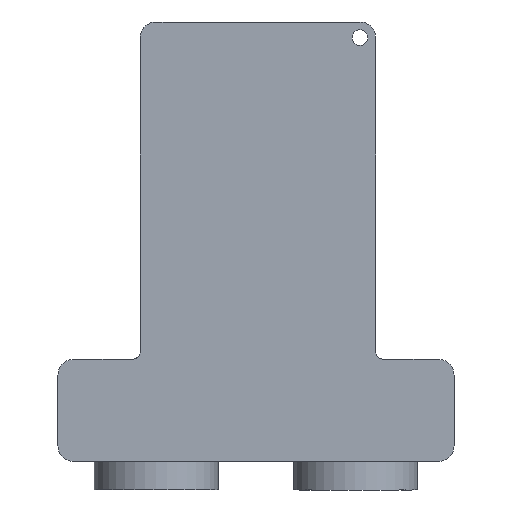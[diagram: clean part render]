
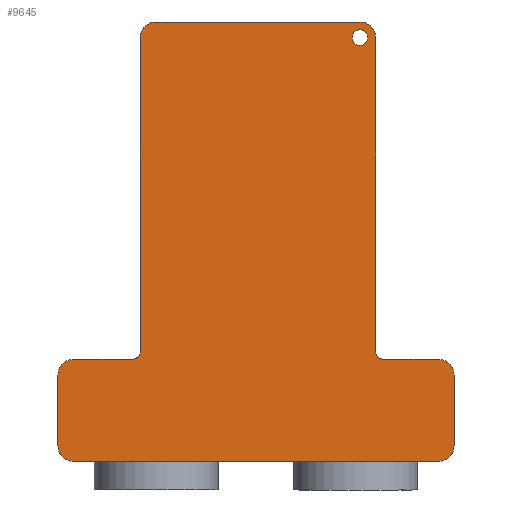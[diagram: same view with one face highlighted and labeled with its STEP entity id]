
A CAD part, front view. The second image highlights one B-rep face of the part: STEP entity #9645.
In plain terms, the highlighted planar face has unit normal (0, -1, 0).
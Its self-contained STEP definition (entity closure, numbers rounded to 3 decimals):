
#368=FACE_BOUND('',#1696,.T.);
#625=CIRCLE('',#10598,2.);
#634=CIRCLE('',#10617,2.);
#635=CIRCLE('',#10619,1.);
#636=CIRCLE('',#10620,2.);
#637=CIRCLE('',#10621,2.);
#638=CIRCLE('',#10622,2.);
#639=CIRCLE('',#10623,2.);
#640=CIRCLE('',#10624,1.);
#641=CIRCLE('',#10625,1.);
#1037=FACE_OUTER_BOUND('',#1695,.T.);
#1695=EDGE_LOOP('',(#7783,#7784,#7785,#7786,#7787,#7788,#7789,#7790,#7791,
#7792,#7793,#7794,#7795,#7796,#7797,#7798));
#1696=EDGE_LOOP('',(#7799));
#2458=LINE('',#15675,#3475);
#2464=LINE('',#15691,#3481);
#2532=LINE('',#15847,#3549);
#2533=LINE('',#15851,#3550);
#2534=LINE('',#15855,#3551);
#2535=LINE('',#15859,#3552);
#2536=LINE('',#15863,#3553);
#2537=LINE('',#15867,#3554);
#3475=VECTOR('',#12584,10.);
#3481=VECTOR('',#12598,10.);
#3549=VECTOR('',#12710,10.);
#3550=VECTOR('',#12713,10.);
#3551=VECTOR('',#12716,10.);
#3552=VECTOR('',#12719,10.);
#3553=VECTOR('',#12722,10.);
#3554=VECTOR('',#12725,10.);
#4471=VERTEX_POINT('',#15672);
#4472=VERTEX_POINT('',#15674);
#4477=VERTEX_POINT('',#15688);
#4478=VERTEX_POINT('',#15690);
#4543=VERTEX_POINT('',#15842);
#4544=VERTEX_POINT('',#15846);
#4545=VERTEX_POINT('',#15848);
#4546=VERTEX_POINT('',#15850);
#4547=VERTEX_POINT('',#15852);
#4548=VERTEX_POINT('',#15854);
#4549=VERTEX_POINT('',#15856);
#4550=VERTEX_POINT('',#15858);
#4551=VERTEX_POINT('',#15860);
#4552=VERTEX_POINT('',#15862);
#4553=VERTEX_POINT('',#15864);
#4554=VERTEX_POINT('',#15866);
#4555=VERTEX_POINT('',#15869);
#5599=EDGE_CURVE('',#4472,#4471,#2458,.T.);
#5607=EDGE_CURVE('',#4478,#4477,#2464,.T.);
#5609=EDGE_CURVE('',#4478,#4471,#625,.T.);
#5683=EDGE_CURVE('',#4543,#4477,#634,.T.);
#5685=EDGE_CURVE('',#4544,#4543,#2532,.T.);
#5686=EDGE_CURVE('',#4545,#4544,#635,.T.);
#5687=EDGE_CURVE('',#4546,#4545,#2533,.T.);
#5688=EDGE_CURVE('',#4547,#4546,#636,.T.);
#5689=EDGE_CURVE('',#4547,#4548,#2534,.T.);
#5690=EDGE_CURVE('',#4549,#4548,#637,.T.);
#5691=EDGE_CURVE('',#4550,#4549,#2535,.T.);
#5692=EDGE_CURVE('',#4551,#4550,#638,.T.);
#5693=EDGE_CURVE('',#4551,#4552,#2536,.T.);
#5694=EDGE_CURVE('',#4553,#4552,#639,.T.);
#5695=EDGE_CURVE('',#4553,#4554,#2537,.T.);
#5696=EDGE_CURVE('',#4472,#4554,#640,.T.);
#5697=EDGE_CURVE('',#4555,#4555,#641,.T.);
#7783=ORIENTED_EDGE('',*,*,#5683,.F.);
#7784=ORIENTED_EDGE('',*,*,#5685,.F.);
#7785=ORIENTED_EDGE('',*,*,#5686,.F.);
#7786=ORIENTED_EDGE('',*,*,#5687,.F.);
#7787=ORIENTED_EDGE('',*,*,#5688,.F.);
#7788=ORIENTED_EDGE('',*,*,#5689,.T.);
#7789=ORIENTED_EDGE('',*,*,#5690,.F.);
#7790=ORIENTED_EDGE('',*,*,#5691,.F.);
#7791=ORIENTED_EDGE('',*,*,#5692,.F.);
#7792=ORIENTED_EDGE('',*,*,#5693,.T.);
#7793=ORIENTED_EDGE('',*,*,#5694,.F.);
#7794=ORIENTED_EDGE('',*,*,#5695,.T.);
#7795=ORIENTED_EDGE('',*,*,#5696,.F.);
#7796=ORIENTED_EDGE('',*,*,#5599,.T.);
#7797=ORIENTED_EDGE('',*,*,#5609,.F.);
#7798=ORIENTED_EDGE('',*,*,#5607,.T.);
#7799=ORIENTED_EDGE('',*,*,#5697,.T.);
#8999=PLANE('',#10618);
#9645=ADVANCED_FACE('',(#1037,#368),#8999,.F.);
#10598=AXIS2_PLACEMENT_3D('',#15694,#12602,#12603);
#10617=AXIS2_PLACEMENT_3D('',#15843,#12705,#12706);
#10618=AXIS2_PLACEMENT_3D('',#15845,#12708,#12709);
#10619=AXIS2_PLACEMENT_3D('',#15849,#12711,#12712);
#10620=AXIS2_PLACEMENT_3D('',#15853,#12714,#12715);
#10621=AXIS2_PLACEMENT_3D('',#15857,#12717,#12718);
#10622=AXIS2_PLACEMENT_3D('',#15861,#12720,#12721);
#10623=AXIS2_PLACEMENT_3D('',#15865,#12723,#12724);
#10624=AXIS2_PLACEMENT_3D('',#15868,#12726,#12727);
#10625=AXIS2_PLACEMENT_3D('',#15870,#12728,#12729);
#12584=DIRECTION('',(0.,0.,1.));
#12598=DIRECTION('',(-1.,0.,0.));
#12602=DIRECTION('center_axis',(0.,1.,0.));
#12603=DIRECTION('ref_axis',(0.707,0.,0.707));
#12705=DIRECTION('center_axis',(0.,1.,0.));
#12706=DIRECTION('ref_axis',(-0.707,0.,0.707));
#12708=DIRECTION('center_axis',(0.,1.,0.));
#12709=DIRECTION('ref_axis',(0.,0.,1.));
#12710=DIRECTION('',(0.,0.,1.));
#12711=DIRECTION('center_axis',(0.,-1.,0.));
#12712=DIRECTION('ref_axis',(0.707,0.,-0.707));
#12713=DIRECTION('',(1.,0.,0.));
#12714=DIRECTION('center_axis',(0.,1.,0.));
#12715=DIRECTION('ref_axis',(-0.707,0.,0.707));
#12716=DIRECTION('',(0.,0.,-1.));
#12717=DIRECTION('center_axis',(0.,1.,0.));
#12718=DIRECTION('ref_axis',(-0.707,0.,-0.707));
#12719=DIRECTION('',(-1.,0.,0.));
#12720=DIRECTION('center_axis',(0.,1.,0.));
#12721=DIRECTION('ref_axis',(0.707,0.,-0.707));
#12722=DIRECTION('',(0.,0.,1.));
#12723=DIRECTION('center_axis',(0.,1.,0.));
#12724=DIRECTION('ref_axis',(0.707,0.,0.707));
#12725=DIRECTION('',(-1.,0.,0.));
#12726=DIRECTION('center_axis',(0.,-1.,0.));
#12727=DIRECTION('ref_axis',(-0.707,0.,-0.707));
#12728=DIRECTION('center_axis',(0.,1.,0.));
#12729=DIRECTION('ref_axis',(0.,0.,-1.));
#15672=CARTESIAN_POINT('',(15.,-5.4,41.));
#15674=CARTESIAN_POINT('',(15.,-5.4,1.));
#15675=CARTESIAN_POINT('',(15.,-5.4,20.));
#15688=CARTESIAN_POINT('',(-13.,-5.4,43.));
#15690=CARTESIAN_POINT('',(13.,-5.4,43.));
#15691=CARTESIAN_POINT('',(0.,-5.4,43.));
#15694=CARTESIAN_POINT('Origin',(13.,-5.4,41.));
#15842=CARTESIAN_POINT('',(-15.,-5.4,41.));
#15843=CARTESIAN_POINT('Origin',(-13.,-5.4,41.));
#15845=CARTESIAN_POINT('Origin',(0.,-5.4,20.));
#15846=CARTESIAN_POINT('',(-15.,-5.4,1.));
#15847=CARTESIAN_POINT('',(-15.,-5.4,20.));
#15848=CARTESIAN_POINT('',(-16.,-5.4,0.));
#15849=CARTESIAN_POINT('Origin',(-16.,-5.4,1.));
#15850=CARTESIAN_POINT('',(-23.5,-5.4,0.));
#15851=CARTESIAN_POINT('',(-18.875,-5.4,0.));
#15852=CARTESIAN_POINT('',(-25.5,-5.4,-2.));
#15853=CARTESIAN_POINT('Origin',(-23.5,-5.4,-2.));
#15854=CARTESIAN_POINT('',(-25.5,-5.4,-11.));
#15855=CARTESIAN_POINT('',(-25.5,-5.4,6.75));
#15856=CARTESIAN_POINT('',(-23.5,-5.4,-13.));
#15857=CARTESIAN_POINT('Origin',(-23.5,-5.4,-11.));
#15858=CARTESIAN_POINT('',(23.,-5.4,-13.));
#15859=CARTESIAN_POINT('',(-18.875,-5.4,-13.));
#15860=CARTESIAN_POINT('',(25.,-5.4,-11.));
#15861=CARTESIAN_POINT('Origin',(23.,-5.4,-11.));
#15862=CARTESIAN_POINT('',(25.,-5.4,-2.));
#15863=CARTESIAN_POINT('',(25.,-5.4,6.75));
#15864=CARTESIAN_POINT('',(23.,-5.4,0.));
#15865=CARTESIAN_POINT('Origin',(23.,-5.4,-2.));
#15866=CARTESIAN_POINT('',(16.,-5.4,0.));
#15867=CARTESIAN_POINT('',(-6.25,-5.4,0.));
#15868=CARTESIAN_POINT('Origin',(16.,-5.4,1.));
#15869=CARTESIAN_POINT('',(13.,-5.4,42.));
#15870=CARTESIAN_POINT('Origin',(13.,-5.4,41.));
